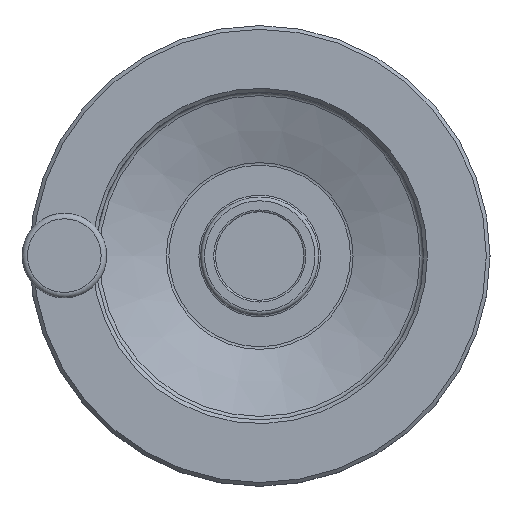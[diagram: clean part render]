
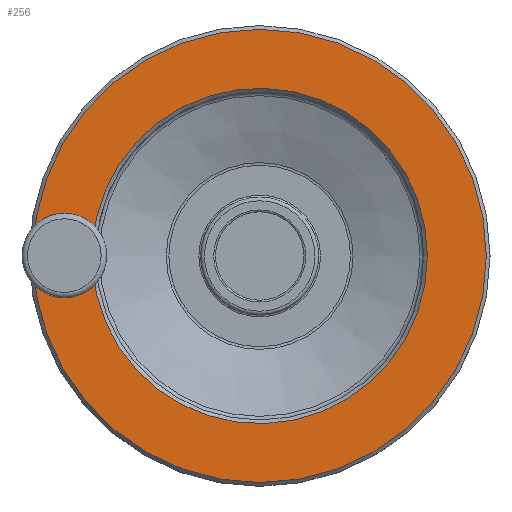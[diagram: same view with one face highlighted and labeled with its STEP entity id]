
A CAD part, top view. The second image highlights one B-rep face of the part: STEP entity #256.
In plain terms, the highlighted planar face has unit normal (0, 0, 1).
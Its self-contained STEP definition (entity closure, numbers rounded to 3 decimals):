
#256 = ADVANCED_FACE( '', ( #566, #567 ), #568, .F. );
#566 = FACE_OUTER_BOUND( '', #1331, .T. );
#567 = FACE_BOUND( '', #1332, .T. );
#568 = PLANE( '', #1333 );
#1331 = EDGE_LOOP( '', ( #2167 ) );
#1332 = EDGE_LOOP( '', ( #2168, #2169 ) );
#1333 = AXIS2_PLACEMENT_3D( '', #2170, #2171, #2172 );
#2167 = ORIENTED_EDGE( '', *, *, #2380, .T. );
#2168 = ORIENTED_EDGE( '', *, *, #2355, .T. );
#2169 = ORIENTED_EDGE( '', *, *, #2400, .T. );
#2170 = CARTESIAN_POINT( '', ( 62.5, 0., 31. ) );
#2171 = DIRECTION( '', ( 0., 0., -1. ) );
#2172 = DIRECTION( '', ( -1., 0., 0. ) );
#2355 = EDGE_CURVE( '', #2597, #2598, #2621, .T. );
#2380 = EDGE_CURVE( '', #2663, #2663, #2664, .F. );
#2400 = EDGE_CURVE( '', #2598, #2597, #2693, .F. );
#2597 = VERTEX_POINT( '', #2969 );
#2598 = VERTEX_POINT( '', #2970 );
#2621 = CIRCLE( '', #2996, 45.5 );
#2663 = VERTEX_POINT( '', #3042 );
#2664 = CIRCLE( '', #3043, 61.5 );
#2693 = CIRCLE( '', #3196, 8.093 );
#2969 = CARTESIAN_POINT( '', ( -45.413, 2.816, 31. ) );
#2970 = CARTESIAN_POINT( '', ( -45.413, -2.816, 31. ) );
#2996 = AXIS2_PLACEMENT_3D( '', #3695, #3696, #3697 );
#3042 = CARTESIAN_POINT( '', ( -61.5, 0., 31. ) );
#3043 = AXIS2_PLACEMENT_3D( '', #3741, #3742, #3743 );
#3196 = AXIS2_PLACEMENT_3D( '', #3765, #3766, #3767 );
#3695 = CARTESIAN_POINT( '', ( 0., 0., 31. ) );
#3696 = DIRECTION( '', ( 0., 0., -1. ) );
#3697 = DIRECTION( '', ( -1., 0., 0. ) );
#3741 = CARTESIAN_POINT( '', ( 0., 0., 31. ) );
#3742 = DIRECTION( '', ( 0., 0., -1. ) );
#3743 = DIRECTION( '', ( -1., 0., 0. ) );
#3765 = CARTESIAN_POINT( '', ( -53., 0., 31. ) );
#3766 = DIRECTION( '', ( 0., 0., 1. ) );
#3767 = DIRECTION( '', ( 0., 1., 0. ) );
